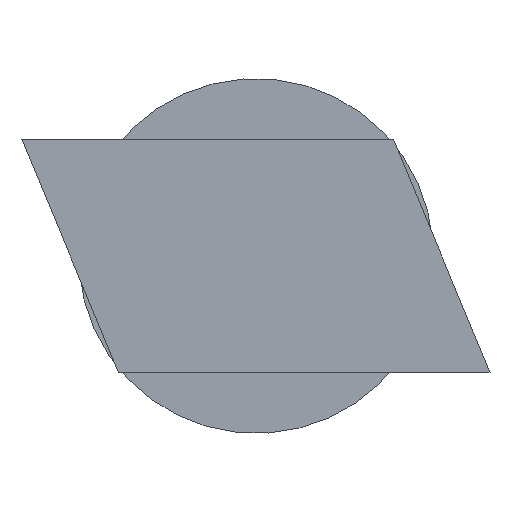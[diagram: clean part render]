
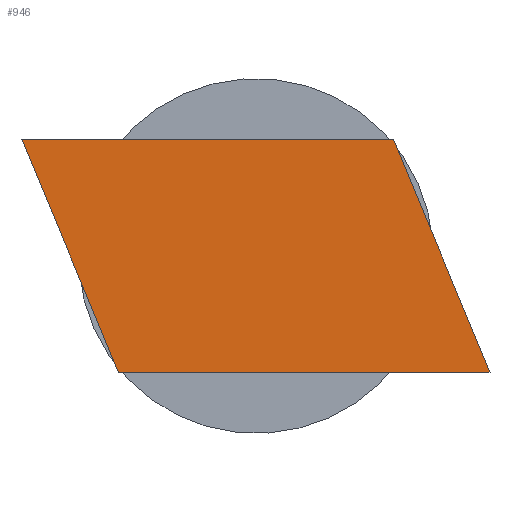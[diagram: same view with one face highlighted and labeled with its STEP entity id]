
A CAD part, front view. The second image highlights one B-rep face of the part: STEP entity #946.
In plain terms, the highlighted planar face has unit normal (0, -1, 0).
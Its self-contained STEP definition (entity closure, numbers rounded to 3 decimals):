
#2 = FACE_OUTER_BOUND ( 'NONE', #22, .T. ) ;
#16 = PLANE ( 'NONE',  #683 ) ;
#22 = EDGE_LOOP ( 'NONE', ( #55, #34, #709, #626 ) ) ;
#34 = ORIENTED_EDGE ( 'NONE', *, *, #376, .F. ) ;
#55 = ORIENTED_EDGE ( 'NONE', *, *, #754, .F. ) ;
#126 = DIRECTION ( 'NONE',  ( 0., -1., 0. ) ) ;
#155 = LINE ( 'NONE', #632, #808 ) ;
#160 = DIRECTION ( 'NONE',  ( 0.383, 0., -0.924 ) ) ;
#217 = CARTESIAN_POINT ( 'NONE',  ( 0., 0., 0. ) ) ;
#227 = DIRECTION ( 'NONE',  ( -0.383, 0., 0.924 ) ) ;
#281 = DIRECTION ( 'NONE',  ( 0., 0., -1. ) ) ;
#307 = VERTEX_POINT ( 'NONE', #397 ) ;
#321 = VECTOR ( 'NONE', #965, 1000. ) ;
#369 = LINE ( 'NONE', #521, #532 ) ;
#373 = VERTEX_POINT ( 'NONE', #901 ) ;
#376 = EDGE_CURVE ( 'NONE', #307, #400, #907, .T. ) ;
#397 = CARTESIAN_POINT ( 'NONE',  ( 10.55, 0., -5.25 ) ) ;
#400 = VERTEX_POINT ( 'NONE', #588 ) ;
#435 = VERTEX_POINT ( 'NONE', #775 ) ;
#450 = LINE ( 'NONE', #863, #321 ) ;
#521 = CARTESIAN_POINT ( 'NONE',  ( -10.55, 0., 5.25 ) ) ;
#532 = VECTOR ( 'NONE', #227, 1000. ) ;
#588 = CARTESIAN_POINT ( 'NONE',  ( -6.201, 0., -5.25 ) ) ;
#600 = EDGE_CURVE ( 'NONE', #373, #307, #155, .T. ) ;
#609 = EDGE_CURVE ( 'NONE', #435, #373, #450, .T. ) ;
#626 = ORIENTED_EDGE ( 'NONE', *, *, #609, .F. ) ;
#632 = CARTESIAN_POINT ( 'NONE',  ( 6.201, 0., 5.25 ) ) ;
#660 = VECTOR ( 'NONE', #667, 1000. ) ;
#667 = DIRECTION ( 'NONE',  ( -1., 0., 0. ) ) ;
#683 = AXIS2_PLACEMENT_3D ( 'NONE', #217, #126, #281 ) ;
#709 = ORIENTED_EDGE ( 'NONE', *, *, #600, .F. ) ;
#754 = EDGE_CURVE ( 'NONE', #400, #435, #369, .T. ) ;
#775 = CARTESIAN_POINT ( 'NONE',  ( -10.55, 0., 5.25 ) ) ;
#808 = VECTOR ( 'NONE', #160, 1000. ) ;
#863 = CARTESIAN_POINT ( 'NONE',  ( -10.55, 0., 5.25 ) ) ;
#901 = CARTESIAN_POINT ( 'NONE',  ( 6.201, 0., 5.25 ) ) ;
#907 = LINE ( 'NONE', #996, #660 ) ;
#946 = ADVANCED_FACE ( 'NONE', ( #2 ), #16, .T. ) ;
#965 = DIRECTION ( 'NONE',  ( 1., 0., 0. ) ) ;
#996 = CARTESIAN_POINT ( 'NONE',  ( -6.201, 0., -5.25 ) ) ;
